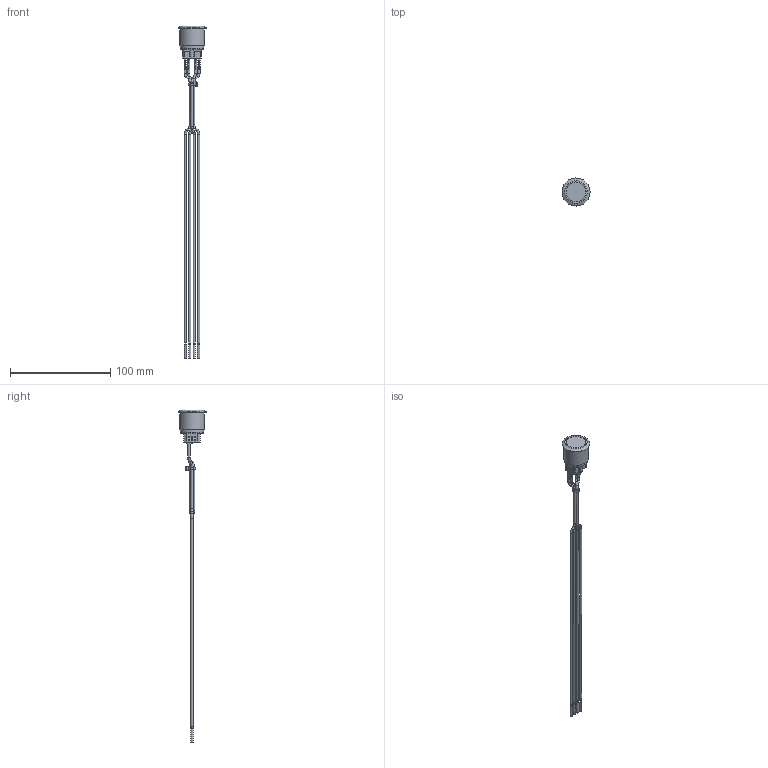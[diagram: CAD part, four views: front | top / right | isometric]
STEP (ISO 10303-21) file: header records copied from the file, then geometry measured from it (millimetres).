
FILE_DESCRIPTION(/* description */ ('','CAx-IF Rec.Pracs.---Representation and Presentation of Product Manufacturing Information (PMI)---4.0---2014-10-13'),/* implementation_level */ '2;1');
FILE_NAME(/* name */ 'PV8FWY0xx.stp',/* time_stamp */ '2019-06-12T10:27:38-05:00',/* author */ ('mroman'),/* organization */ (''),/* preprocessor_version */ 'ST-DEVELOPER v17',/* originating_system */ 'Autodesk Inventor 2018',/* authorisation */ '');
FILE_SCHEMA (('AP242_MANAGED_MODEL_BASED_3D_ENGINEERING_MIM_LF { 1 0 10303 442 1 1 4 }'));
Length unit declared in the file: millimetre
Products named in the file (1): PV8FWY0xx
Bounding box: 28 x 28 x 332 mm (x, y, z)
Volume: 13013.5 mm3; surface area: 14580.7 mm2
Topology: 1 solids, 2 shells, 450 faces, 1142 edges, 704 vertices
Faces by surface type: plane 276, cylinder 113, torus 39, cone 10, sphere 8, bspline 4
Full cylindrical faces by diameter (mm): 1.1 x4, 1.75 x1, 2.2 x20, 2.4 x4, 19.8 x1, 22.6 x1, 23.1 x1, 24.9 x1, 28 x1
Entity records: 13999 total; most frequent: CARTESIAN_POINT 2728, DIRECTION 2431, ORIENTED_EDGE 2290, EDGE_CURVE 1145, AXIS2_PLACEMENT_3D 839, LINE 761, VECTOR 761, VERTEX_POINT 704
